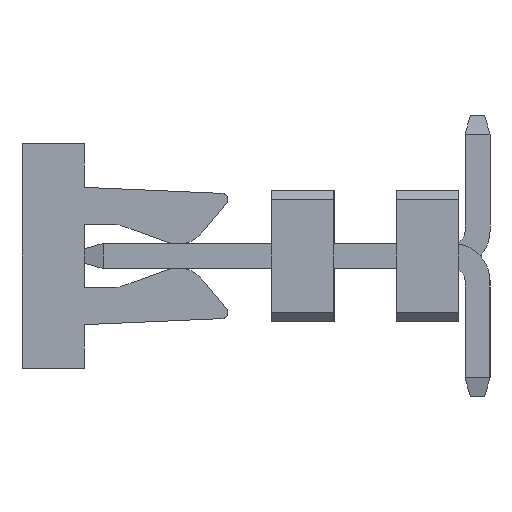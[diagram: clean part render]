
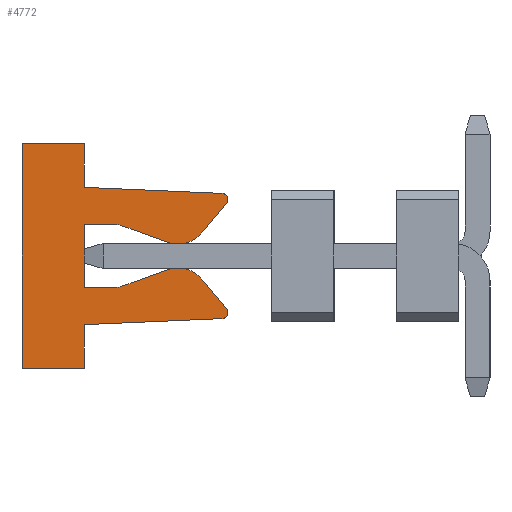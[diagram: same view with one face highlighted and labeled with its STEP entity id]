
A CAD part, left-side view. The second image highlights one B-rep face of the part: STEP entity #4772.
In plain terms, the highlighted planar face has unit normal (-1, 0, 0).
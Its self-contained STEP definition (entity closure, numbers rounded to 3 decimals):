
#4581=CARTESIAN_POINT('',(2.465,6.,0.));
#4582=DIRECTION('',(0.,0.,-1.));
#4583=DIRECTION('',(-1.,-0.,-0.));
#4584=AXIS2_PLACEMENT_3D('',#4581,#4583,#4582);
#4585=PLANE('',#4584);
#4586=CARTESIAN_POINT('',(2.465,6.,1.8));
#4587=VERTEX_POINT('',#4586);
#4588=CARTESIAN_POINT('',(2.465,7.,1.8));
#4589=VERTEX_POINT('',#4588);
#4590=CARTESIAN_POINT('',(2.465,6.,1.8));
#4591=DIRECTION('',(0.,1.,0.));
#4592=VECTOR('',#4591,1.);
#4593=LINE('',#4590,#4592);
#4594=EDGE_CURVE('',#4587,#4589,#4593,.T.);
#4595=ORIENTED_EDGE('',*,*,#4594,.T.);
#4596=CARTESIAN_POINT('',(2.465,7.,-1.8));
#4597=VERTEX_POINT('',#4596);
#4598=CARTESIAN_POINT('',(2.465,7.,1.8));
#4599=DIRECTION('',(0.,0.,-1.));
#4600=VECTOR('',#4599,3.6);
#4601=LINE('',#4598,#4600);
#4602=EDGE_CURVE('',#4589,#4597,#4601,.T.);
#4603=ORIENTED_EDGE('',*,*,#4602,.T.);
#4604=CARTESIAN_POINT('',(2.465,6.,-1.8));
#4605=VERTEX_POINT('',#4604);
#4606=CARTESIAN_POINT('',(2.465,7.,-1.8));
#4607=DIRECTION('',(0.,-1.,0.));
#4608=VECTOR('',#4607,1.);
#4609=LINE('',#4606,#4608);
#4610=EDGE_CURVE('',#4597,#4605,#4609,.T.);
#4611=ORIENTED_EDGE('',*,*,#4610,.T.);
#4612=CARTESIAN_POINT('',(2.465,6.,-1.1));
#4613=VERTEX_POINT('',#4612);
#4614=CARTESIAN_POINT('',(2.465,6.,-1.8));
#4615=DIRECTION('',(0.,0.,1.));
#4616=VECTOR('',#4615,0.7);
#4617=LINE('',#4614,#4616);
#4618=EDGE_CURVE('',#4605,#4613,#4617,.T.);
#4619=ORIENTED_EDGE('',*,*,#4618,.T.);
#4620=CARTESIAN_POINT('',(2.465,3.796,-1.004));
#4621=VERTEX_POINT('',#4620);
#4622=CARTESIAN_POINT('',(2.465,6.,-1.1));
#4623=DIRECTION('',(0.,-0.999,0.044));
#4624=VECTOR('',#4623,2.206);
#4625=LINE('',#4622,#4624);
#4626=EDGE_CURVE('',#4613,#4621,#4625,.T.);
#4627=ORIENTED_EDGE('',*,*,#4626,.T.);
#4628=CARTESIAN_POINT('',(2.465,3.723,-0.84));
#4629=VERTEX_POINT('',#4628);
#4630=CARTESIAN_POINT('',(2.465,3.8,-0.904));
#4631=DIRECTION('',(0.,-0.044,-0.999));
#4632=DIRECTION('',(-1.,0.,0.));
#4633=AXIS2_PLACEMENT_3D('',#4630,#4632,#4631);
#4634=CIRCLE('',#4633,0.1);
#4635=EDGE_CURVE('',#4621,#4629,#4634,.T.);
#4636=ORIENTED_EDGE('',*,*,#4635,.T.);
#4637=CARTESIAN_POINT('',(2.465,4.116,-0.369));
#4638=VERTEX_POINT('',#4637);
#4639=CARTESIAN_POINT('',(2.465,3.723,-0.84));
#4640=DIRECTION('',(0.,0.641,0.767));
#4641=VECTOR('',#4640,0.613);
#4642=LINE('',#4639,#4641);
#4643=EDGE_CURVE('',#4629,#4638,#4642,.T.);
#4644=ORIENTED_EDGE('',*,*,#4643,.T.);
#4645=CARTESIAN_POINT('',(2.465,4.5,-0.19));
#4646=VERTEX_POINT('',#4645);
#4647=CARTESIAN_POINT('',(2.465,4.5,-0.69));
#4648=DIRECTION('',(0.,-0.767,0.641));
#4649=DIRECTION('',(-1.,0.,0.));
#4650=AXIS2_PLACEMENT_3D('',#4647,#4649,#4648);
#4651=CIRCLE('',#4650,0.5);
#4652=EDGE_CURVE('',#4638,#4646,#4651,.T.);
#4653=ORIENTED_EDGE('',*,*,#4652,.T.);
#4654=CARTESIAN_POINT('',(2.465,4.671,-0.22));
#4655=VERTEX_POINT('',#4654);
#4656=CARTESIAN_POINT('',(2.465,4.5,-0.69));
#4657=DIRECTION('',(0.,0.,1.));
#4658=DIRECTION('',(-1.,0.,0.));
#4659=AXIS2_PLACEMENT_3D('',#4656,#4658,#4657);
#4660=CIRCLE('',#4659,0.5);
#4661=EDGE_CURVE('',#4646,#4655,#4660,.T.);
#4662=ORIENTED_EDGE('',*,*,#4661,.T.);
#4663=CARTESIAN_POINT('',(2.465,5.398,-0.485));
#4664=VERTEX_POINT('',#4663);
#4665=CARTESIAN_POINT('',(2.465,4.671,-0.22));
#4666=DIRECTION('',(0.,0.94,-0.342));
#4667=VECTOR('',#4666,0.774);
#4668=LINE('',#4665,#4667);
#4669=EDGE_CURVE('',#4655,#4664,#4668,.T.);
#4670=ORIENTED_EDGE('',*,*,#4669,.T.);
#4671=CARTESIAN_POINT('',(2.465,5.484,-0.5));
#4672=VERTEX_POINT('',#4671);
#4673=CARTESIAN_POINT('',(2.465,5.484,-0.25));
#4674=DIRECTION('',(0.,-0.342,-0.94));
#4675=DIRECTION('',(1.,0.,0.));
#4676=AXIS2_PLACEMENT_3D('',#4673,#4675,#4674);
#4677=CIRCLE('',#4676,0.25);
#4678=EDGE_CURVE('',#4664,#4672,#4677,.T.);
#4679=ORIENTED_EDGE('',*,*,#4678,.T.);
#4680=CARTESIAN_POINT('',(2.465,6.,-0.5));
#4681=VERTEX_POINT('',#4680);
#4682=CARTESIAN_POINT('',(2.465,5.484,-0.5));
#4683=DIRECTION('',(0.,1.,0.));
#4684=VECTOR('',#4683,0.516);
#4685=LINE('',#4682,#4684);
#4686=EDGE_CURVE('',#4672,#4681,#4685,.T.);
#4687=ORIENTED_EDGE('',*,*,#4686,.T.);
#4688=CARTESIAN_POINT('',(2.465,6.,0.5));
#4689=VERTEX_POINT('',#4688);
#4690=CARTESIAN_POINT('',(2.465,6.,-0.5));
#4691=DIRECTION('',(0.,0.,1.));
#4692=VECTOR('',#4691,1.);
#4693=LINE('',#4690,#4692);
#4694=EDGE_CURVE('',#4681,#4689,#4693,.T.);
#4695=ORIENTED_EDGE('',*,*,#4694,.T.);
#4696=CARTESIAN_POINT('',(2.465,5.484,0.5));
#4697=VERTEX_POINT('',#4696);
#4698=CARTESIAN_POINT('',(2.465,6.,0.5));
#4699=DIRECTION('',(0.,-1.,0.));
#4700=VECTOR('',#4699,0.516);
#4701=LINE('',#4698,#4700);
#4702=EDGE_CURVE('',#4689,#4697,#4701,.T.);
#4703=ORIENTED_EDGE('',*,*,#4702,.T.);
#4704=CARTESIAN_POINT('',(2.465,5.398,0.485));
#4705=VERTEX_POINT('',#4704);
#4706=CARTESIAN_POINT('',(2.465,5.484,0.25));
#4707=DIRECTION('',(0.,0.,1.));
#4708=DIRECTION('',(1.,0.,0.));
#4709=AXIS2_PLACEMENT_3D('',#4706,#4708,#4707);
#4710=CIRCLE('',#4709,0.25);
#4711=EDGE_CURVE('',#4697,#4705,#4710,.T.);
#4712=ORIENTED_EDGE('',*,*,#4711,.T.);
#4713=CARTESIAN_POINT('',(2.465,4.671,0.22));
#4714=VERTEX_POINT('',#4713);
#4715=CARTESIAN_POINT('',(2.465,5.398,0.485));
#4716=DIRECTION('',(0.,-0.94,-0.342));
#4717=VECTOR('',#4716,0.774);
#4718=LINE('',#4715,#4717);
#4719=EDGE_CURVE('',#4705,#4714,#4718,.T.);
#4720=ORIENTED_EDGE('',*,*,#4719,.T.);
#4721=CARTESIAN_POINT('',(2.465,4.5,0.19));
#4722=VERTEX_POINT('',#4721);
#4723=CARTESIAN_POINT('',(2.465,4.5,0.69));
#4724=DIRECTION('',(0.,0.342,-0.94));
#4725=DIRECTION('',(-1.,0.,0.));
#4726=AXIS2_PLACEMENT_3D('',#4723,#4725,#4724);
#4727=CIRCLE('',#4726,0.5);
#4728=EDGE_CURVE('',#4714,#4722,#4727,.T.);
#4729=ORIENTED_EDGE('',*,*,#4728,.T.);
#4730=CARTESIAN_POINT('',(2.465,4.116,0.369));
#4731=VERTEX_POINT('',#4730);
#4732=CARTESIAN_POINT('',(2.465,4.5,0.69));
#4733=DIRECTION('',(0.,0.,-1.));
#4734=DIRECTION('',(-1.,0.,0.));
#4735=AXIS2_PLACEMENT_3D('',#4732,#4734,#4733);
#4736=CIRCLE('',#4735,0.5);
#4737=EDGE_CURVE('',#4722,#4731,#4736,.T.);
#4738=ORIENTED_EDGE('',*,*,#4737,.T.);
#4739=CARTESIAN_POINT('',(2.465,3.723,0.84));
#4740=VERTEX_POINT('',#4739);
#4741=CARTESIAN_POINT('',(2.465,4.116,0.369));
#4742=DIRECTION('',(0.,-0.641,0.767));
#4743=VECTOR('',#4742,0.613);
#4744=LINE('',#4741,#4743);
#4745=EDGE_CURVE('',#4731,#4740,#4744,.T.);
#4746=ORIENTED_EDGE('',*,*,#4745,.T.);
#4747=CARTESIAN_POINT('',(2.465,3.796,1.004));
#4748=VERTEX_POINT('',#4747);
#4749=CARTESIAN_POINT('',(2.465,3.8,0.904));
#4750=DIRECTION('',(0.,-0.767,-0.641));
#4751=DIRECTION('',(-1.,0.,0.));
#4752=AXIS2_PLACEMENT_3D('',#4749,#4751,#4750);
#4753=CIRCLE('',#4752,0.1);
#4754=EDGE_CURVE('',#4740,#4748,#4753,.T.);
#4755=ORIENTED_EDGE('',*,*,#4754,.T.);
#4756=CARTESIAN_POINT('',(2.465,6.,1.1));
#4757=VERTEX_POINT('',#4756);
#4758=CARTESIAN_POINT('',(2.465,3.796,1.004));
#4759=DIRECTION('',(0.,0.999,0.044));
#4760=VECTOR('',#4759,2.206);
#4761=LINE('',#4758,#4760);
#4762=EDGE_CURVE('',#4748,#4757,#4761,.T.);
#4763=ORIENTED_EDGE('',*,*,#4762,.T.);
#4764=CARTESIAN_POINT('',(2.465,6.,1.1));
#4765=DIRECTION('',(0.,0.,1.));
#4766=VECTOR('',#4765,0.7);
#4767=LINE('',#4764,#4766);
#4768=EDGE_CURVE('',#4757,#4587,#4767,.T.);
#4769=ORIENTED_EDGE('',*,*,#4768,.T.);
#4770=EDGE_LOOP('',(#4595,#4603,#4611,#4619,#4627,#4636,#4644,#4653,#4662,#4670,#4679,#4687,#4695,#4703,#4712,#4720,#4729,#4738,#4746,#4755,#4763,#4769));
#4771=FACE_OUTER_BOUND('',#4770,.T.);
#4772=ADVANCED_FACE('',(#4771),#4585,.T.);
